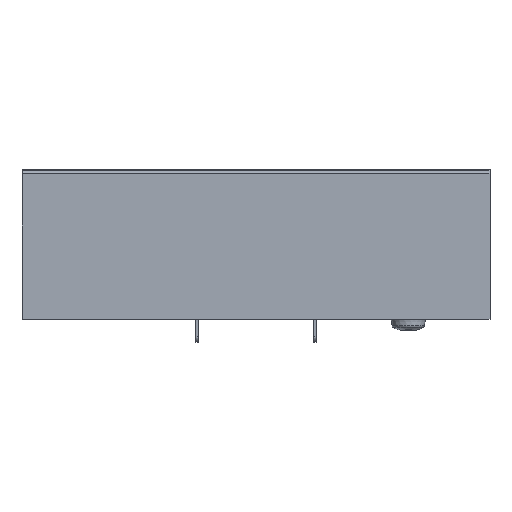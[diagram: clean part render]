
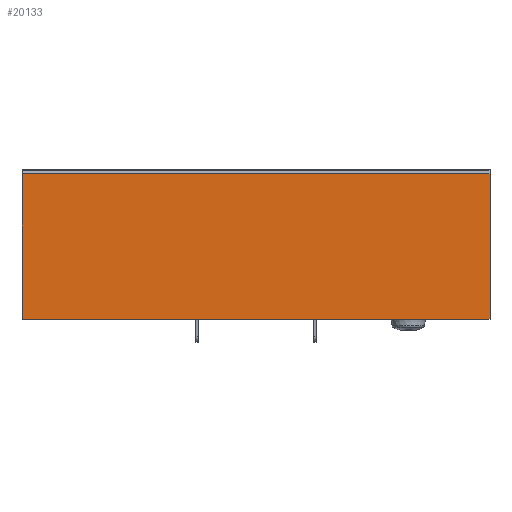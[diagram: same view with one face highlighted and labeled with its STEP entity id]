
A CAD part, left-side view. The second image highlights one B-rep face of the part: STEP entity #20133.
In plain terms, the highlighted planar face has unit normal (-1, 0, 0).
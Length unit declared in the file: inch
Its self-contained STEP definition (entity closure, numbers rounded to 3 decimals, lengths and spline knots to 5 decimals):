
#2833 = CARTESIAN_POINT ( 'NONE',  ( -1., 1.21063, 0.76772 ) ) ;
#3713 = CARTESIAN_POINT ( 'NONE',  ( -1., -1.21063, 0.75272 ) ) ;
#5014 = DIRECTION ( 'NONE',  ( 0., 0., 1. ) ) ;
#5952 = CARTESIAN_POINT ( 'NONE',  ( -1., 1.21063, 0. ) ) ;
#6238 = VECTOR ( 'NONE', #14791, 39.37008 ) ;
#6464 = AXIS2_PLACEMENT_3D ( 'NONE', #9227, #11298, #25032 ) ;
#9124 = ORIENTED_EDGE ( 'NONE', *, *, #17616, .F. ) ;
#9135 = PLANE ( 'NONE',  #6464 ) ;
#9227 = CARTESIAN_POINT ( 'NONE',  ( -1., 6., 0.75272 ) ) ;
#9345 = VECTOR ( 'NONE', #5014, 39.37008 ) ;
#9918 = VERTEX_POINT ( 'NONE', #25936 ) ;
#10014 = LINE ( 'NONE', #2833, #9345 ) ;
#10360 = VERTEX_POINT ( 'NONE', #5952 ) ;
#10435 = LINE ( 'NONE', #20278, #19865 ) ;
#11142 = ORIENTED_EDGE ( 'NONE', *, *, #23817, .F. ) ;
#11247 = DIRECTION ( 'NONE',  ( 0., -1., 0. ) ) ;
#11298 = DIRECTION ( 'NONE',  ( 1., 0., 0. ) ) ;
#12380 = LINE ( 'NONE', #20661, #6238 ) ;
#13448 = VECTOR ( 'NONE', #11247, 39.37008 ) ;
#14083 = LINE ( 'NONE', #24987, #13448 ) ;
#14791 = DIRECTION ( 'NONE',  ( 0., -1., 0. ) ) ;
#15432 = VERTEX_POINT ( 'NONE', #3713 ) ;
#15757 = EDGE_CURVE ( 'NONE', #10360, #9918, #14083, .T. ) ;
#15860 = ORIENTED_EDGE ( 'NONE', *, *, #22955, .F. ) ;
#15928 = ORIENTED_EDGE ( 'NONE', *, *, #15757, .T. ) ;
#17616 = EDGE_CURVE ( 'NONE', #10360, #22216, #10014, .T. ) ;
#18247 = DIRECTION ( 'NONE',  ( 0., 0., -1. ) ) ;
#18482 = FACE_OUTER_BOUND ( 'NONE', #23618, .T. ) ;
#19865 = VECTOR ( 'NONE', #18247, 39.37008 ) ;
#20133 = ADVANCED_FACE ( 'NONE', ( #18482 ), #9135, .F. ) ;
#20278 = CARTESIAN_POINT ( 'NONE',  ( -1., -1.21063, 0.76772 ) ) ;
#20661 = CARTESIAN_POINT ( 'NONE',  ( -1., 6., 0.75272 ) ) ;
#21306 = CARTESIAN_POINT ( 'NONE',  ( -1., 1.21063, 0.75272 ) ) ;
#22216 = VERTEX_POINT ( 'NONE', #21306 ) ;
#22955 = EDGE_CURVE ( 'NONE', #22216, #15432, #12380, .T. ) ;
#23618 = EDGE_LOOP ( 'NONE', ( #9124, #15928, #11142, #15860 ) ) ;
#23817 = EDGE_CURVE ( 'NONE', #15432, #9918, #10435, .T. ) ;
#24987 = CARTESIAN_POINT ( 'NONE',  ( -1., 6., 0. ) ) ;
#25032 = DIRECTION ( 'NONE',  ( 0., 0., -1. ) ) ;
#25936 = CARTESIAN_POINT ( 'NONE',  ( -1., -1.21063, 0. ) ) ;
